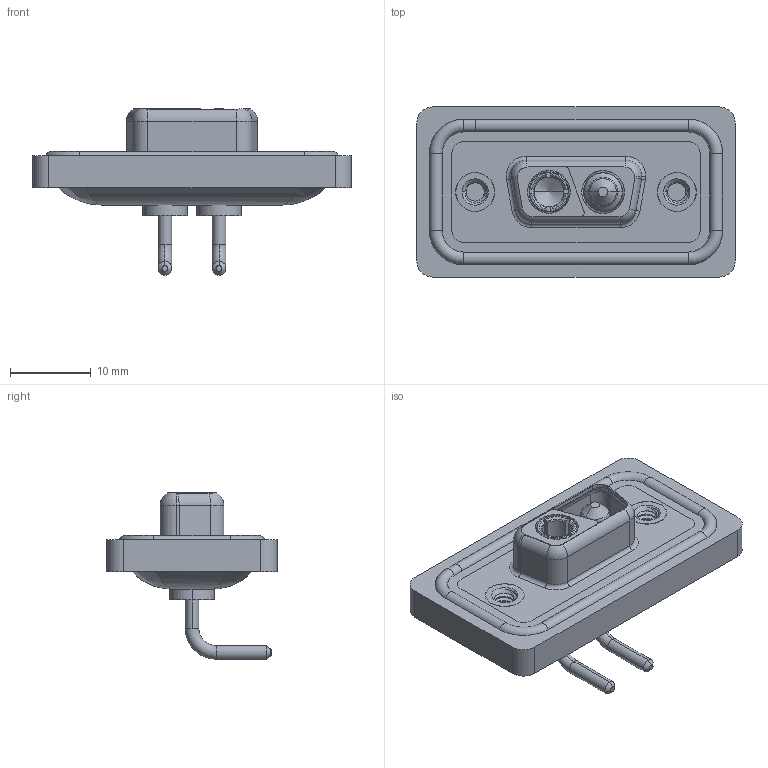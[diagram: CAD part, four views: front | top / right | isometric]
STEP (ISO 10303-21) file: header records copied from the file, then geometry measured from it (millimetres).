
FILE_DESCRIPTION (( 'STEP AP203' ), '1' );
FILE_NAME ('630W2WK2640-1N2.STEP', '2024-04-11T21:33:24', ( '' ), ( '' ), 'SwSTEP 2.0', 'SolidWorks 2023', '' );
FILE_SCHEMA (( 'CONFIG_CONTROL_DESIGN' ));
Length unit declared in the file: millimetre
Products named in the file (8): Power Pin_10A RA; 630Combo Threaded Rivet_2; 630W2WK2640-1N2; 630Combo Shell Front_09 Contacts; 630Combo Housing_2WK2; 630Combo Waterproof Housing_09 Contacts; 630Combo Shell Rear_09 Contacts; Power Socket_10A RA
Assembly tree (8 placements, depth 2):
  630W2WK2640-1N2
    630Combo Housing_2WK2
    630Combo Shell Front_09 Contacts
    630Combo Shell Rear_09 Contacts
    630Combo Threaded Rivet_2  x2
    Power Socket_10A RA
    Power Pin_10A RA
    630Combo Waterproof Housing_09 Contacts
Bounding box: 39.5 x 21.1 x 20.65 mm (x, y, z)
Volume: 4590.7 mm3; surface area: 7392.3 mm2
Topology: 11 solids, 11 shells, 508 faces, 1250 edges, 781 vertices
Faces by surface type: cylinder 235, plane 144, torus 81, cone 36, bspline 12
Entity records: 16848 total; most frequent: CARTESIAN_POINT 4641, DIRECTION 2506, ORIENTED_EDGE 2318, EDGE_CURVE 1159, AXIS2_PLACEMENT_3D 1007, VERTEX_POINT 729, CIRCLE 530, EDGE_LOOP 520
